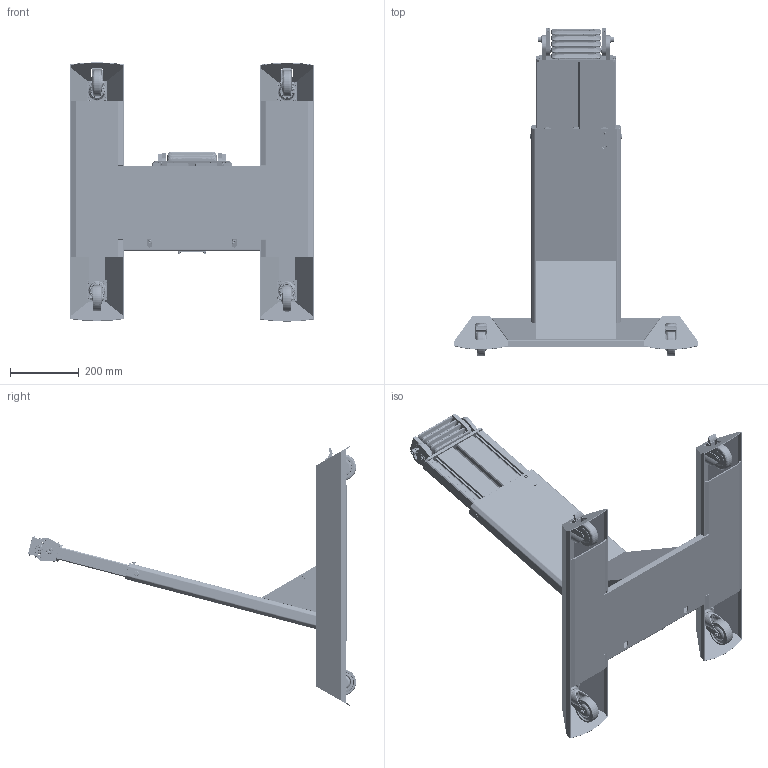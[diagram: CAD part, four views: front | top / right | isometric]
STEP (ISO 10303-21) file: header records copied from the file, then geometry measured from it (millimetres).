
FILE_DESCRIPTION (( 'STEP AP214' ), '1' );
FILE_NAME ('50010105.STEP', '2008-10-06T11:45:43', ( ' ' ), ( '' ), 'SwSTEP 2.0', 'SolidWorks 2008', '' );
FILE_SCHEMA (( 'AUTOMOTIVE_DESIGN' ));
Length unit declared in the file: millimetre
Products named in the file (71): 83011_Standard; 98085_Standard; 11308_Standard; 93201_Standard; 95834 -Befestigungsplatte Lenkrolle_Standard; 95834-Einpressbolzen _Standard; 95834-Verbindungsplatte_Standard; 95834-Versteifungsplatte_Standard; 95834-Seitenholm.Seitenholm_Standard; 95834_Standard; 93330_Standard; 93508_Standard; 93513_Standard; 56325_Standard; 99378_Standard; 83040_Standard; 93224_Standard; 93227_Standard; 93259_Standard; 83003_Standard; 93275_Standard; 95822_Standard; 56288_Standard; 56329_Standard; 94740_Standard; 83037_Standard; 93017_Standard; 56328_Standard; 94035_Rolle_Standard; 94035_Rollenaufnahme_Standard; 94035_Standard; 94026.Rollenhalter_Standard; 94026_Rolle_Standard; 94026_Standard; 83034_Standard; 93257_Standard; 95520_Standard; 56324_Standard; 95832_Standard; 56322_Standard ...
Assembly tree (159 placements, depth 4):
  50010105
    94046_Standard  x2
    94268.Kabelschuh_Kabelschuh eingebaut
    98085_Standard  x4
    83034_Standard  x4
    83040_Standard  x4
    93027_Standard  x4
    83037_Standard  x17
    93330_Standard  x6
    56289_Standard
      11309_Standard
    93017_Standard  x17
    83003_Standard  x8
    93249_Standard  x2
    94044_Standard  x2
    93512_Standard
    93257_Standard  x4
    56330_Standard
      95835_Standard
    56323_Standard  x2
      95833_Standard
    94042_Standard
    94035_Standard  x2
      94035_Rollenaufnahme_Standard
      94035_Rolle_Standard
    56322_Standard
      95832_Standard
    94045_Standard  x2
    84046_Standard
    56329_Standard
      95822_Standard
    56324_Standard
      95520_Standard
    56328_Standard
      94740_Standard
    93201_Standard  x4
    56286_Standard
      93513_Standard  x2
      93275_Standard  x4
      94704_im eingebauten Zustand
      95829_Standard  x2
      93224_Standard  x2
      94774_Standard  x2
      93259_Standard  x4
      94773_Standard  x2
      83011_Standard  x2
      93227_Standard  x2
      94776_Standard
    93073_Standard
    93521_im eingebauten Zustand  x2
    93508_Standard
    93265_Standard
    56331_Standard
      93655_Standard
    56325_Standard
      95834_Standard
        95834 -Befestigungsplatte Lenkrolle_Standard  x4
        95834-Einpressbolzen _Standard
        95834-Verbindungsplatte_Standard
        95834-Seitenholm.Seitenholm_Standard  x2
Bounding box: 705.62 x 952.82 x 752.91 mm (x, y, z)
Volume: 6190015.9 mm3; surface area: 3800513.3 mm2
Topology: 171 solids, 173 shells, 8334 faces, 20075 edges, 12082 vertices
Faces by surface type: plane 3245, cylinder 2340, cone 1296, bspline 882, torus 430, sphere 141
Entity records: 159566 total; most frequent: CARTESIAN_POINT 53593, ORIENTED_EDGE 20436, DIRECTION 19919, EDGE_CURVE 10220, AXIS2_PLACEMENT_3D 7509, VERTEX_POINT 6111, VECTOR 4901, LINE 4901
